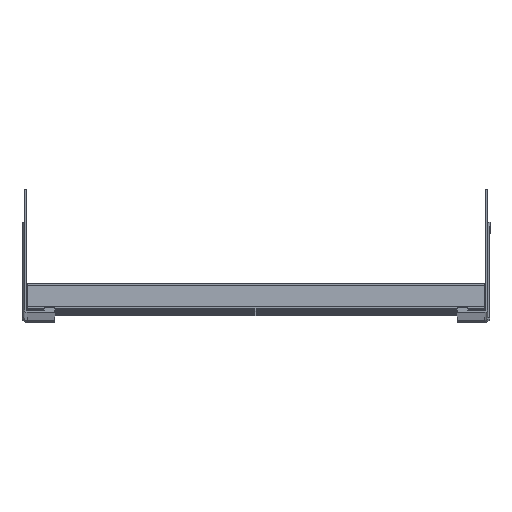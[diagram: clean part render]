
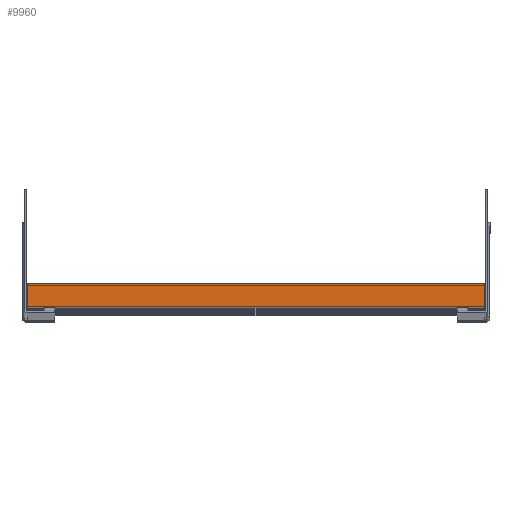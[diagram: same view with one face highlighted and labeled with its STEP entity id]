
A CAD part, top view. The second image highlights one B-rep face of the part: STEP entity #9960.
In plain terms, the highlighted planar face has unit normal (0, 0, 1).
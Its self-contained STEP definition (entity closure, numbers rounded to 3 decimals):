
#275 = ORIENTED_EDGE ( 'NONE', *, *, #8242, .F. ) ;
#276 = ORIENTED_EDGE ( 'NONE', *, *, #8268, .F. ) ;
#277 = ORIENTED_EDGE ( 'NONE', *, *, #8241, .T. ) ;
#278 = ORIENTED_EDGE ( 'NONE', *, *, #8266, .F. ) ;
#279 = ORIENTED_EDGE ( 'NONE', *, *, #8240, .T. ) ;
#280 = ORIENTED_EDGE ( 'NONE', *, *, #8262, .F. ) ;
#281 = ORIENTED_EDGE ( 'NONE', *, *, #8239, .T. ) ;
#282 = ORIENTED_EDGE ( 'NONE', *, *, #8244, .T. ) ;
#1720 = VERTEX_POINT ( 'NONE', #2410 ) ;
#1730 = VERTEX_POINT ( 'NONE', #2420 ) ;
#1731 = VERTEX_POINT ( 'NONE', #2421 ) ;
#1733 = VERTEX_POINT ( 'NONE', #2423 ) ;
#1734 = VERTEX_POINT ( 'NONE', #2424 ) ;
#1737 = VERTEX_POINT ( 'NONE', #2427 ) ;
#1745 = VERTEX_POINT ( 'NONE', #2435 ) ;
#1747 = VERTEX_POINT ( 'NONE', #2437 ) ;
#2410 = CARTESIAN_POINT ( 'NONE',  ( -285.1, -18.709, 1377.21 ) ) ;
#2420 = CARTESIAN_POINT ( 'NONE',  ( -17.3, -18.709, 1377.21 ) ) ;
#2421 = CARTESIAN_POINT ( 'NONE',  ( -278.3, -18.709, 1377.21 ) ) ;
#2423 = CARTESIAN_POINT ( 'NONE',  ( -296.3, -18.709, 1377.21 ) ) ;
#2424 = CARTESIAN_POINT ( 'NONE',  ( 0.7, -18.709, 1377.21 ) ) ;
#2427 = CARTESIAN_POINT ( 'NONE',  ( -10.5, -18.709, 1377.21 ) ) ;
#2435 = CARTESIAN_POINT ( 'NONE',  ( -296.3, -2.709, 1377.21 ) ) ;
#2437 = CARTESIAN_POINT ( 'NONE',  ( 0.7, -2.709, 1377.21 ) ) ;
#3055 = CARTESIAN_POINT ( 'NONE',  ( 0.7, -18.709, 1377.21 ) ) ;
#3058 = CARTESIAN_POINT ( 'NONE',  ( 0.7, -18.709, 1377.21 ) ) ;
#3065 = CARTESIAN_POINT ( 'NONE',  ( 0.7, -2.709, 1377.21 ) ) ;
#3067 = DIRECTION ( 'NONE',  ( 0., 1., 0. ) ) ;
#3069 = DIRECTION ( 'NONE',  ( 1., 0., 0. ) ) ;
#3070 = CARTESIAN_POINT ( 'NONE',  ( 0.7, -18.709, 1377.21 ) ) ;
#3071 = DIRECTION ( 'NONE',  ( 1., 0., 0. ) ) ;
#3072 = CARTESIAN_POINT ( 'NONE',  ( -296.3, -18.709, 1377.21 ) ) ;
#3073 = DIRECTION ( 'NONE',  ( 0., 1., 0. ) ) ;
#3077 = DIRECTION ( 'NONE',  ( -1., 0., 0. ) ) ;
#3099 = CARTESIAN_POINT ( 'NONE',  ( 0.7, -18.709, 1377.21 ) ) ;
#3112 = CARTESIAN_POINT ( 'NONE',  ( 0.7, -18.709, 1377.21 ) ) ;
#3113 = DIRECTION ( 'NONE',  ( -1., 0., 0. ) ) ;
#3121 = DIRECTION ( 'NONE',  ( -1., 0., 0. ) ) ;
#3124 = CARTESIAN_POINT ( 'NONE',  ( 0.7, -18.709, 1377.21 ) ) ;
#3126 = DIRECTION ( 'NONE',  ( -1., 0., 0. ) ) ;
#4997 = AXIS2_PLACEMENT_3D ( 'NONE', #5114, #5123, #5124 ) ;
#5114 = CARTESIAN_POINT ( 'NONE',  ( 0.7, -18.709, 1377.21 ) ) ;
#5121 = PLANE ( 'NONE',  #4997 ) ;
#5123 = DIRECTION ( 'NONE',  ( 0., 0., 1. ) ) ;
#5124 = DIRECTION ( 'NONE',  ( 0., -1., 0. ) ) ;
#5268 = LINE ( 'NONE', #3055, #5290 ) ;
#5284 = LINE ( 'NONE', #3058, #5293 ) ;
#5288 = LINE ( 'NONE', #3065, #5309 ) ;
#5290 = VECTOR ( 'NONE', #3067, 1000. ) ;
#5291 = LINE ( 'NONE', #3070, #5298 ) ;
#5293 = VECTOR ( 'NONE', #3069, 1000. ) ;
#5296 = LINE ( 'NONE', #3072, #5301 ) ;
#5298 = VECTOR ( 'NONE', #3071, 1000. ) ;
#5301 = VECTOR ( 'NONE', #3073, 1000. ) ;
#5309 = VECTOR ( 'NONE', #3077, 1000. ) ;
#5365 = LINE ( 'NONE', #3099, #5394 ) ;
#5373 = LINE ( 'NONE', #3112, #5379 ) ;
#5379 = VECTOR ( 'NONE', #3113, 1000. ) ;
#5394 = VECTOR ( 'NONE', #3121, 1000. ) ;
#5396 = LINE ( 'NONE', #3124, #5402 ) ;
#5402 = VECTOR ( 'NONE', #3126, 1000. ) ;
#7187 = FACE_OUTER_BOUND ( 'NONE', #10344, .T. ) ;
#8239 = EDGE_CURVE ( 'NONE', #1734, #1747, #5268, .T. ) ;
#8240 = EDGE_CURVE ( 'NONE', #1730, #1737, #5284, .T. ) ;
#8241 = EDGE_CURVE ( 'NONE', #1720, #1731, #5291, .T. ) ;
#8242 = EDGE_CURVE ( 'NONE', #1733, #1745, #5296, .T. ) ;
#8244 = EDGE_CURVE ( 'NONE', #1747, #1745, #5288, .T. ) ;
#8262 = EDGE_CURVE ( 'NONE', #1734, #1737, #5373, .T. ) ;
#8266 = EDGE_CURVE ( 'NONE', #1730, #1731, #5365, .T. ) ;
#8268 = EDGE_CURVE ( 'NONE', #1720, #1733, #5396, .T. ) ;
#9960 = ADVANCED_FACE ( 'NONE', ( #7187 ), #5121, .T. ) ;
#10344 = EDGE_LOOP ( 'NONE', ( #275, #276, #277, #278, #279, #280, #281, #282 ) ) ;
